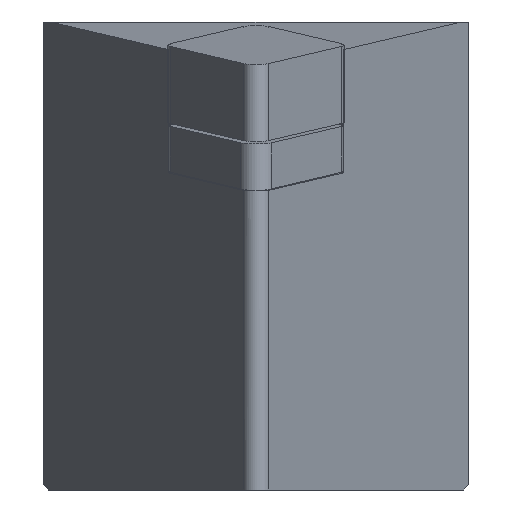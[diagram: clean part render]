
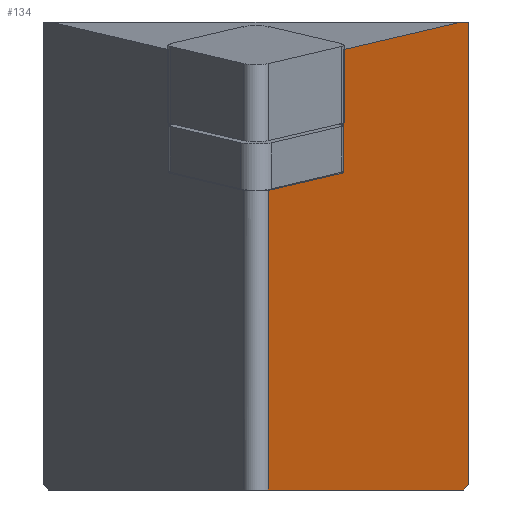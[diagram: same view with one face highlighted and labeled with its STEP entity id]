
A CAD part, left-side view. The second image highlights one B-rep face of the part: STEP entity #134.
In plain terms, the highlighted planar face has unit normal (-0.458, -0.887, -0.056).
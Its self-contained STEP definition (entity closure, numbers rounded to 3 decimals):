
#134=ADVANCED_FACE('',(#224),#185,.F.);
#185=PLANE('',#996);
#224=FACE_OUTER_BOUND('',#275,.T.);
#275=EDGE_LOOP('',(#548,#549,#550,#551,#552,#553,#554,#555,#556));
#320=LINE('',#1317,#419);
#328=LINE('',#1339,#427);
#337=LINE('',#1355,#436);
#340=LINE('',#1361,#439);
#341=LINE('',#1363,#440);
#342=LINE('',#1365,#441);
#343=LINE('',#1367,#442);
#344=LINE('',#1369,#443);
#345=LINE('',#1371,#444);
#419=VECTOR('',#1066,1.);
#427=VECTOR('',#1084,1.);
#436=VECTOR('',#1097,1.);
#439=VECTOR('',#1102,1.);
#440=VECTOR('',#1103,1.);
#441=VECTOR('',#1104,1.);
#442=VECTOR('',#1105,1.);
#443=VECTOR('',#1106,1.);
#444=VECTOR('',#1107,1.);
#548=ORIENTED_EDGE('',*,*,#851,.F.);
#549=ORIENTED_EDGE('',*,*,#841,.F.);
#550=ORIENTED_EDGE('',*,*,#863,.F.);
#551=ORIENTED_EDGE('',*,*,#864,.F.);
#552=ORIENTED_EDGE('',*,*,#865,.F.);
#553=ORIENTED_EDGE('',*,*,#866,.F.);
#554=ORIENTED_EDGE('',*,*,#867,.F.);
#555=ORIENTED_EDGE('',*,*,#868,.F.);
#556=ORIENTED_EDGE('',*,*,#860,.F.);
#764=VERTEX_POINT('',#1315);
#766=VERTEX_POINT('',#1318);
#775=VERTEX_POINT('',#1340);
#780=VERTEX_POINT('',#1356);
#782=VERTEX_POINT('',#1362);
#783=VERTEX_POINT('',#1364);
#784=VERTEX_POINT('',#1366);
#785=VERTEX_POINT('',#1368);
#786=VERTEX_POINT('',#1370);
#841=EDGE_CURVE('',#764,#766,#320,.T.);
#851=EDGE_CURVE('',#766,#775,#328,.T.);
#860=EDGE_CURVE('',#775,#780,#337,.T.);
#863=EDGE_CURVE('',#782,#764,#340,.T.);
#864=EDGE_CURVE('',#783,#782,#341,.T.);
#865=EDGE_CURVE('',#784,#783,#342,.T.);
#866=EDGE_CURVE('',#785,#784,#343,.T.);
#867=EDGE_CURVE('',#786,#785,#344,.T.);
#868=EDGE_CURVE('',#780,#786,#345,.T.);
#996=AXIS2_PLACEMENT_3D('',#1372,#1108,#1109);
#1066=DIRECTION('',(0.88,-0.462,0.108));
#1084=DIRECTION('',(-0.122,0.,0.993));
#1097=DIRECTION('',(0.88,-0.462,0.108));
#1102=DIRECTION('',(0.88,-0.462,0.108));
#1103=DIRECTION('',(-0.122,0.,0.993));
#1104=DIRECTION('',(-0.888,0.459,0.));
#1105=DIRECTION('',(-0.788,0.435,-0.435));
#1106=DIRECTION('',(0.122,0.,-0.993));
#1107=DIRECTION('',(0.888,-0.459,0.));
#1108=DIRECTION('',(0.458,0.887,0.056));
#1109=DIRECTION('',(-0.888,0.459,0.));
#1315=CARTESIAN_POINT('',(10.388,-17.602,-6.317));
#1317=CARTESIAN_POINT('',(24.494,-25.,-4.585));
#1318=CARTESIAN_POINT('',(10.441,-17.63,-6.31));
#1339=CARTESIAN_POINT('',(14.397,-17.63,-38.528));
#1340=CARTESIAN_POINT('',(9.559,-17.63,0.876));
#1355=CARTESIAN_POINT('',(23.612,-25.,2.601));
#1356=CARTESIAN_POINT('',(22.788,-24.568,2.5));
#1361=CARTESIAN_POINT('',(24.494,-25.,-4.585));
#1362=CARTESIAN_POINT('',(2.014,-13.21,-7.345));
#1363=CARTESIAN_POINT('',(5.969,-13.21,-39.563));
#1364=CARTESIAN_POINT('',(4.181,-13.21,-25.));
#1365=CARTESIAN_POINT('',(28.144,-25.591,-25.));
#1366=CARTESIAN_POINT('',(26.42,-24.7,-25.));
#1367=CARTESIAN_POINT('',(23.737,-23.22,-26.48));
#1368=CARTESIAN_POINT('',(26.964,-25.,-24.7));
#1369=CARTESIAN_POINT('',(28.45,-25.,-36.803));
#1370=CARTESIAN_POINT('',(23.624,-25.,2.5));
#1371=CARTESIAN_POINT('',(27.433,-26.968,2.5));
#1372=CARTESIAN_POINT('',(28.45,-25.,-36.803));
